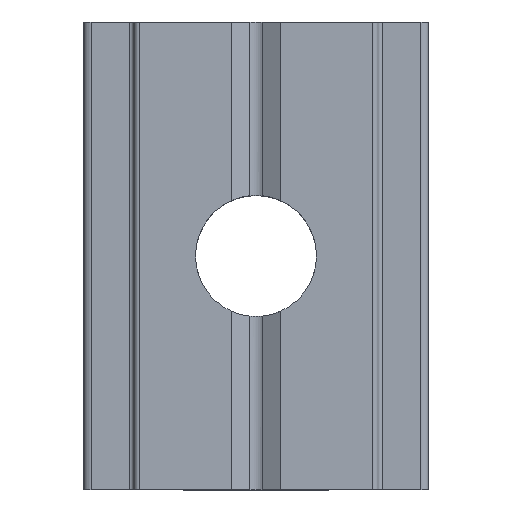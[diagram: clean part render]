
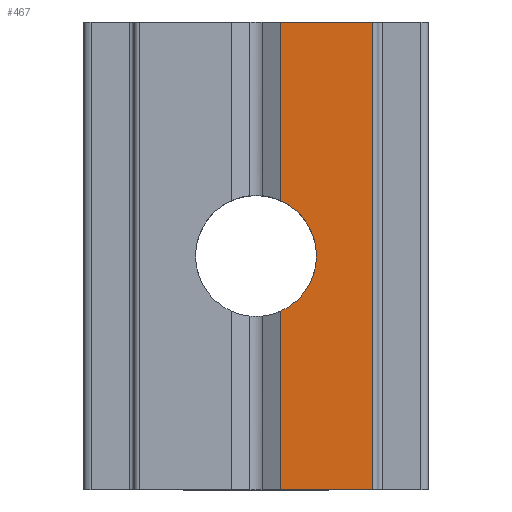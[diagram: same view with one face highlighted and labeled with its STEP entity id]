
A CAD part, top view. The second image highlights one B-rep face of the part: STEP entity #467.
In plain terms, the highlighted planar face has unit normal (0, 0, 1).
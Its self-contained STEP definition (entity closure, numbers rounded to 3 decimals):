
#67 = EDGE_CURVE ( 'NONE', #491, #387, #315, .T. ) ;
#70 = ORIENTED_EDGE ( 'NONE', *, *, #157, .F. ) ;
#75 = VECTOR ( 'NONE', #931, 1000. ) ;
#97 = VECTOR ( 'NONE', #524, 1000. ) ;
#117 = ORIENTED_EDGE ( 'NONE', *, *, #963, .F. ) ;
#135 = EDGE_CURVE ( 'NONE', #438, #794, #290, .T. ) ;
#143 = DIRECTION ( 'NONE',  ( 0., -1., 0. ) ) ;
#154 = LINE ( 'NONE', #541, #970 ) ;
#157 = EDGE_CURVE ( 'NONE', #387, #444, #671, .T. ) ;
#158 = DIRECTION ( 'NONE',  ( 1., 0., 0. ) ) ;
#159 = CARTESIAN_POINT ( 'NONE',  ( 0., 0., 1.5 ) ) ;
#170 = DIRECTION ( 'NONE',  ( 0., -1., 0. ) ) ;
#194 = CARTESIAN_POINT ( 'NONE',  ( 4.75, 9.5, 1.5 ) ) ;
#197 = VERTEX_POINT ( 'NONE', #981 ) ;
#198 = CARTESIAN_POINT ( 'NONE',  ( 4.75, -9.5, 1.5 ) ) ;
#199 = ORIENTED_EDGE ( 'NONE', *, *, #67, .F. ) ;
#203 = ORIENTED_EDGE ( 'NONE', *, *, #683, .T. ) ;
#204 = CARTESIAN_POINT ( 'NONE',  ( 7.182, 9.5, 1.5 ) ) ;
#274 = VECTOR ( 'NONE', #158, 1000. ) ;
#290 = LINE ( 'NONE', #944, #75 ) ;
#295 = DIRECTION ( 'NONE',  ( 0., 1., 0. ) ) ;
#315 = LINE ( 'NONE', #204, #97 ) ;
#372 = CARTESIAN_POINT ( 'NONE',  ( 4.75, -9.5, 1.5 ) ) ;
#382 = AXIS2_PLACEMENT_3D ( 'NONE', #159, #705, #170 ) ;
#387 = VERTEX_POINT ( 'NONE', #194 ) ;
#438 = VERTEX_POINT ( 'NONE', #592 ) ;
#444 = VERTEX_POINT ( 'NONE', #198 ) ;
#465 = ORIENTED_EDGE ( 'NONE', *, *, #680, .T. ) ;
#467 = ADVANCED_FACE ( 'NONE', ( #644 ), #1003, .F. ) ;
#470 = LINE ( 'NONE', #854, #274 ) ;
#491 = VERTEX_POINT ( 'NONE', #833 ) ;
#524 = DIRECTION ( 'NONE',  ( 1., 0., 0. ) ) ;
#527 = EDGE_LOOP ( 'NONE', ( #538, #465, #70, #199, #117, #203 ) ) ;
#538 = ORIENTED_EDGE ( 'NONE', *, *, #135, .F. ) ;
#541 = CARTESIAN_POINT ( 'NONE',  ( 1., -9.5, 1.5 ) ) ;
#592 = CARTESIAN_POINT ( 'NONE',  ( 1., -9.5, 1.5 ) ) ;
#610 = CARTESIAN_POINT ( 'NONE',  ( 4.75, -9.5, 1.5 ) ) ;
#623 = DIRECTION ( 'NONE',  ( 0., 1., 0. ) ) ;
#644 = FACE_OUTER_BOUND ( 'NONE', #527, .T. ) ;
#650 = CARTESIAN_POINT ( 'NONE',  ( 1., -2.246, 1.5 ) ) ;
#671 = LINE ( 'NONE', #610, #828 ) ;
#680 = EDGE_CURVE ( 'NONE', #438, #444, #470, .T. ) ;
#683 = EDGE_CURVE ( 'NONE', #197, #794, #985, .T. ) ;
#705 = DIRECTION ( 'NONE',  ( 0., 0., -1. ) ) ;
#753 = DIRECTION ( 'NONE',  ( 0., 0., -1. ) ) ;
#794 = VERTEX_POINT ( 'NONE', #650 ) ;
#828 = VECTOR ( 'NONE', #143, 1000. ) ;
#833 = CARTESIAN_POINT ( 'NONE',  ( 1., 9.5, 1.5 ) ) ;
#854 = CARTESIAN_POINT ( 'NONE',  ( 7.182, -9.5, 1.5 ) ) ;
#931 = DIRECTION ( 'NONE',  ( 0., 1., 0. ) ) ;
#944 = CARTESIAN_POINT ( 'NONE',  ( 1., -9.5, 1.5 ) ) ;
#963 = EDGE_CURVE ( 'NONE', #197, #491, #154, .T. ) ;
#970 = VECTOR ( 'NONE', #623, 1000. ) ;
#981 = CARTESIAN_POINT ( 'NONE',  ( 1., 2.246, 1.5 ) ) ;
#985 = CIRCLE ( 'NONE', #382, 2.458 ) ;
#1003 = PLANE ( 'NONE',  #1013 ) ;
#1013 = AXIS2_PLACEMENT_3D ( 'NONE', #372, #753, #295 ) ;
